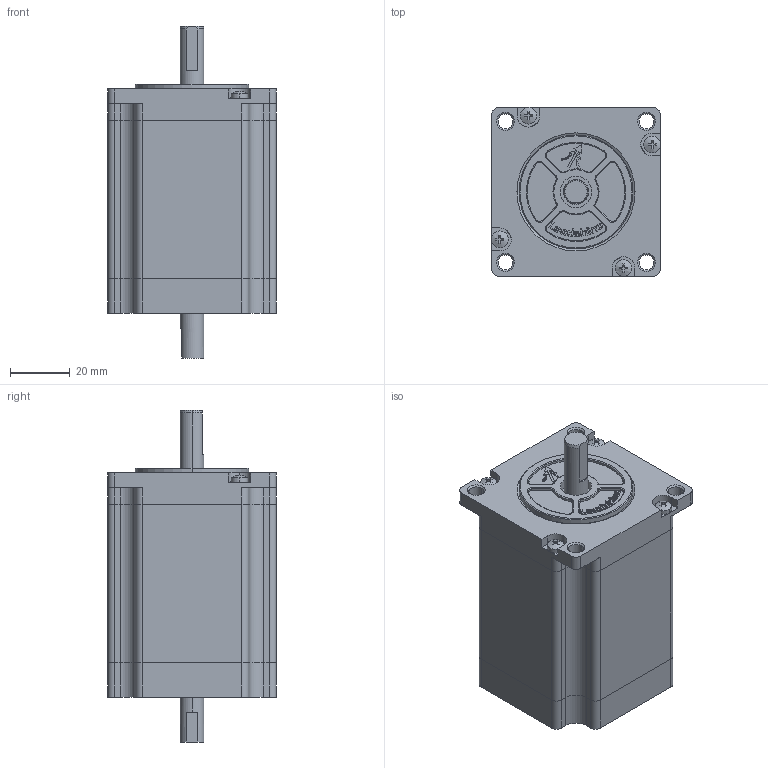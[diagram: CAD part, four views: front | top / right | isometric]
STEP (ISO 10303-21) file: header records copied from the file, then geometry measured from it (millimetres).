
FILE_DESCRIPTION (( 'STEP AP214' ), '1' );
FILE_NAME ('57CM23-SZ.STEP', '2020-01-14T00:50:57', ( 'Microsoft' ), ( 'China' ), 'SwSTEP 2.0', 'SolidWorks 2011', '' );
FILE_SCHEMA (( 'AUTOMOTIVE_DESIGN' ));
Length unit declared in the file: millimetre
Products named in the file (7): 3_4_1_Default; 1_1_02_EB571-152_4_1_Default; 2_4_1_Default; 1_2_04_680006_4_1_Default; 1_2_05_130022_4_1_Default; 1_1_04_EB572-359_4_1_Default; 57CM23-SZ
Assembly tree (14 placements, depth 2):
  57CM23-SZ
    1_2_05_130022_4_1_Default  x8
    1_1_02_EB571-152_4_1_Default
    3_4_1_Default
    1_1_04_EB572-359_4_1_Default  x2
    1_2_04_680006_4_1_Default
    2_4_1_Default
Bounding box: 56.54 x 56.54 x 111 mm (x, y, z)
Volume: 127608.2 mm3; surface area: 69181.8 mm2
Topology: 4 solids, 30 shells, 1794 faces, 4825 edges, 3173 vertices
Faces by surface type: plane 1128, cylinder 333, bspline 288, cone 45
Entity records: 44872 total; most frequent: CARTESIAN_POINT 14327, ORIENTED_EDGE 6676, DIRECTION 5553, EDGE_CURVE 3348, LINE 2483, VECTOR 2483, VERTEX_POINT 2213, AXIS2_PLACEMENT_3D 1535
